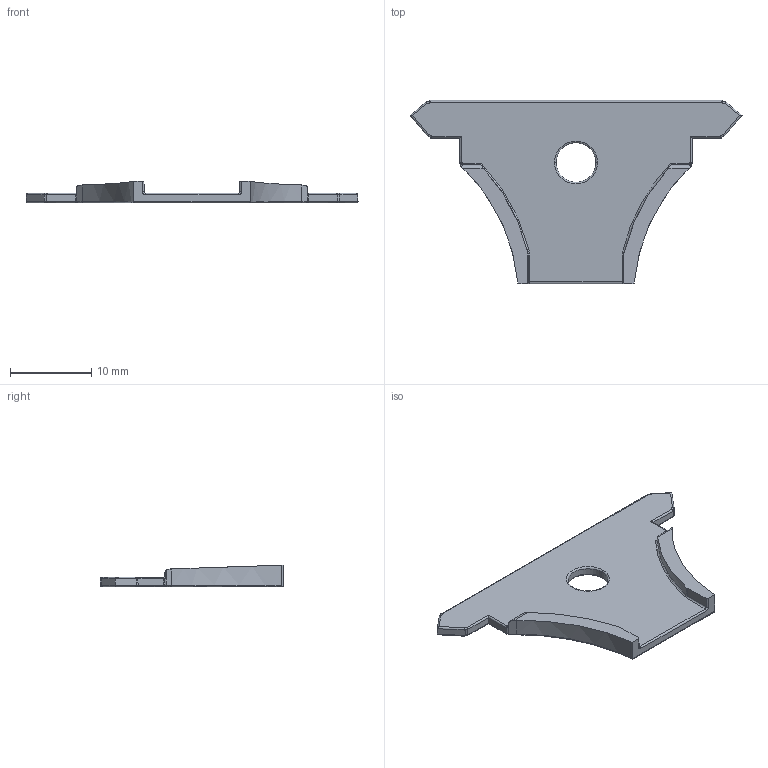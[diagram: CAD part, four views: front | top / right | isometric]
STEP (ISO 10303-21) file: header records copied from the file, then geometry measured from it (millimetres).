
FILE_DESCRIPTION (( 'STEP AP203' ), '1' );
FILE_NAME ('058122_A4 Plastic Insert_SINGE_RV3.STEP', '2018-10-23T16:12:29', ( '' ), ( '' ), 'SwSTEP 2.0', 'SolidWorks 2015', '' );
FILE_SCHEMA (( 'CONFIG_CONTROL_DESIGN' ));
Length unit declared in the file: millimetre
Products named in the file (2): 058122_A4 Plastic Insert_SINGE_RV3
Bounding box: 40.83 x 22.53 x 2.69 mm (x, y, z)
Volume: 709.4 mm3; surface area: 1285.4 mm2
Topology: 1 solids, 1 shells, 111 faces, 279 edges, 170 vertices
Faces by surface type: cylinder 50, torus 27, plane 22, bspline 10, cone 2
Entity records: 3723 total; most frequent: CARTESIAN_POINT 1133, ORIENTED_EDGE 558, DIRECTION 464, EDGE_CURVE 279, AXIS2_PLACEMENT_3D 183, VERTEX_POINT 170, EDGE_LOOP 113, FACE_OUTER_BOUND 111
